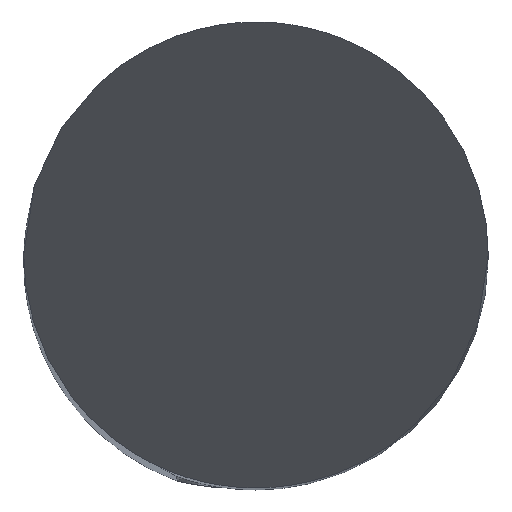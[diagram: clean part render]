
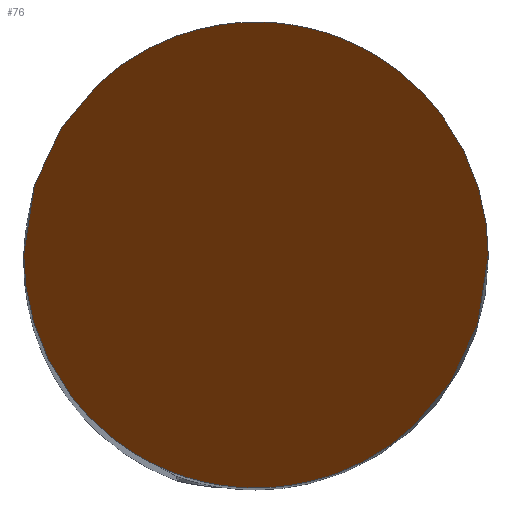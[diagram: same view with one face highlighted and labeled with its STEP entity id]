
A CAD part, top view. The second image highlights one B-rep face of the part: STEP entity #76.
In plain terms, the highlighted planar face has unit normal (0, -0.866, 0.5).
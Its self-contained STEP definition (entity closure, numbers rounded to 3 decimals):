
#76=ADVANCED_FACE('',(#113),#98,.F.);
#98=PLANE('',#480);
#113=FACE_OUTER_BOUND('',#137,.T.);
#137=EDGE_LOOP('',(#179,#180));
#179=ORIENTED_EDGE('',*,*,#321,.F.);
#180=ORIENTED_EDGE('',*,*,#322,.F.);
#279=VERTEX_POINT('',#658);
#280=VERTEX_POINT('',#659);
#321=EDGE_CURVE('',#279,#280,#433,.T.);
#322=EDGE_CURVE('',#280,#279,#434,.T.);
#433=(
BOUNDED_CURVE()
B_SPLINE_CURVE(3,(#654,#655,#656,#657),.UNSPECIFIED.,.F.,.F.)
B_SPLINE_CURVE_WITH_KNOTS((4,4),(0.,1.),.UNSPECIFIED.)
CURVE()
GEOMETRIC_REPRESENTATION_ITEM()
RATIONAL_B_SPLINE_CURVE((1.,0.333,0.333,1.))
REPRESENTATION_ITEM('')
);
#434=(
BOUNDED_CURVE()
B_SPLINE_CURVE(3,(#660,#661,#662,#663),.UNSPECIFIED.,.F.,.F.)
B_SPLINE_CURVE_WITH_KNOTS((4,4),(0.,1.),.UNSPECIFIED.)
CURVE()
GEOMETRIC_REPRESENTATION_ITEM()
RATIONAL_B_SPLINE_CURVE((1.,0.333,0.333,1.))
REPRESENTATION_ITEM('')
);
#480=AXIS2_PLACEMENT_3D('',#664,#530,#531);
#530=DIRECTION('',(0.,0.866,-0.5));
#531=DIRECTION('',(0.,-0.5,-0.866));
#654=CARTESIAN_POINT('',(3.,0.,0.));
#655=CARTESIAN_POINT('',(3.,-6.,-10.392));
#656=CARTESIAN_POINT('',(-3.,-6.,-10.392));
#657=CARTESIAN_POINT('',(-3.,0.,0.));
#658=CARTESIAN_POINT('',(3.,0.,0.));
#659=CARTESIAN_POINT('',(-3.,0.,0.));
#660=CARTESIAN_POINT('',(-3.,0.,0.));
#661=CARTESIAN_POINT('',(-3.,6.,10.392));
#662=CARTESIAN_POINT('',(3.,6.,10.392));
#663=CARTESIAN_POINT('',(3.,0.,0.));
#664=CARTESIAN_POINT('',(-3.,3.,5.196));
